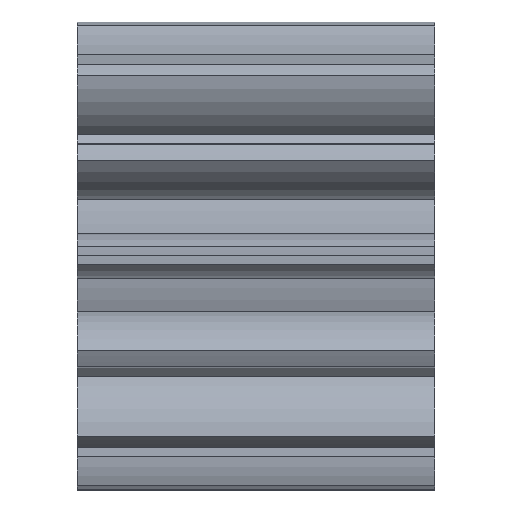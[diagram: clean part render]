
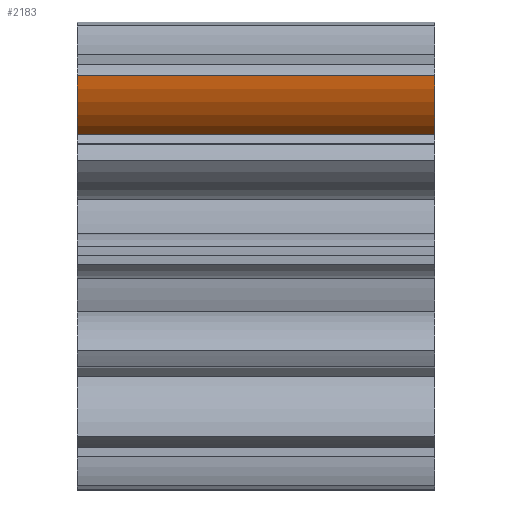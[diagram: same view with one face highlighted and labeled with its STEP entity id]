
A CAD part, top view. The second image highlights one B-rep face of the part: STEP entity #2183.
In plain terms, the highlighted cylindrical face has radius 3.556 mm (diameter 7.112 mm), a partial arc.
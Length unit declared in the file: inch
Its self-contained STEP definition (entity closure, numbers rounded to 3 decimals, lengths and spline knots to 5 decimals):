
#49 = AXIS2_PLACEMENT_3D ( 'NONE', #562, #558, #564 ) ;
#177 = ORIENTED_EDGE ( 'NONE', *, *, #2312, .T. ) ;
#178 = ORIENTED_EDGE ( 'NONE', *, *, #2279, .F. ) ;
#179 = ORIENTED_EDGE ( 'NONE', *, *, #2318, .F. ) ;
#180 = ORIENTED_EDGE ( 'NONE', *, *, #2346, .T. ) ;
#361 = EDGE_LOOP ( 'NONE', ( #177, #178, #179, #180 ) ) ;
#558 = DIRECTION ( 'NONE',  ( -1., 0., 0. ) ) ;
#560 = CYLINDRICAL_SURFACE ( 'NONE', #49, 0.14 ) ;
#561 = FACE_OUTER_BOUND ( 'NONE', #361, .T. ) ;
#562 = CARTESIAN_POINT ( 'NONE',  ( 0.6, 0.31625, 0.12167 ) ) ;
#564 = DIRECTION ( 'NONE',  ( 0., 0., 1. ) ) ;
#901 = VERTEX_POINT ( 'NONE', #1147 ) ;
#914 = VERTEX_POINT ( 'NONE', #1160 ) ;
#916 = VERTEX_POINT ( 'NONE', #1162 ) ;
#917 = VERTEX_POINT ( 'NONE', #1163 ) ;
#1147 = CARTESIAN_POINT ( 'NONE',  ( 0., 0.20313, 0.20416 ) ) ;
#1160 = CARTESIAN_POINT ( 'NONE',  ( 0.6, 0.20313, 0.20416 ) ) ;
#1162 = CARTESIAN_POINT ( 'NONE',  ( 0., 0.30307, 0.26105 ) ) ;
#1163 = CARTESIAN_POINT ( 'NONE',  ( 0.6, 0.30307, 0.26105 ) ) ;
#1556 = CARTESIAN_POINT ( 'NONE',  ( 0., 0.31625, 0.12167 ) ) ;
#1557 = DIRECTION ( 'NONE',  ( -1., 0., 0. ) ) ;
#1558 = DIRECTION ( 'NONE',  ( 0., 0.782, -0.623 ) ) ;
#1731 = CIRCLE ( 'NONE', #1734, 0.14 ) ;
#1734 = AXIS2_PLACEMENT_3D ( 'NONE', #1556, #1557, #1558 ) ;
#1778 = VECTOR ( 'NONE', #1959, 39.37008 ) ;
#1784 = VECTOR ( 'NONE', #1976, 39.37008 ) ;
#1821 = CIRCLE ( 'NONE', #1833, 0.14 ) ;
#1833 = AXIS2_PLACEMENT_3D ( 'NONE', #2057, #2058, #2059 ) ;
#1957 = LINE ( 'NONE', #1958, #1778 ) ;
#1958 = CARTESIAN_POINT ( 'NONE',  ( 0.3, 0.30307, 0.26105 ) ) ;
#1959 = DIRECTION ( 'NONE',  ( -1., 0., 0. ) ) ;
#1973 = LINE ( 'NONE', #1975, #1784 ) ;
#1975 = CARTESIAN_POINT ( 'NONE',  ( 0.6, 0.20313, 0.20416 ) ) ;
#1976 = DIRECTION ( 'NONE',  ( -1., 0., 0. ) ) ;
#2057 = CARTESIAN_POINT ( 'NONE',  ( 0.6, 0.31625, 0.12167 ) ) ;
#2058 = DIRECTION ( 'NONE',  ( -1., 0., 0. ) ) ;
#2059 = DIRECTION ( 'NONE',  ( 0., 0.782, -0.623 ) ) ;
#2183 = ADVANCED_FACE ( 'NONE', ( #561 ), #560, .T. ) ;
#2279 = EDGE_CURVE ( 'NONE', #901, #916, #1731, .T. ) ;
#2312 = EDGE_CURVE ( 'NONE', #917, #916, #1957, .T. ) ;
#2318 = EDGE_CURVE ( 'NONE', #914, #901, #1973, .T. ) ;
#2346 = EDGE_CURVE ( 'NONE', #914, #917, #1821, .T. ) ;
